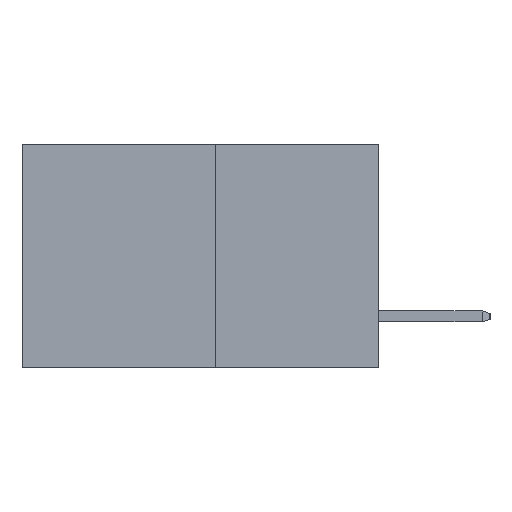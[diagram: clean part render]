
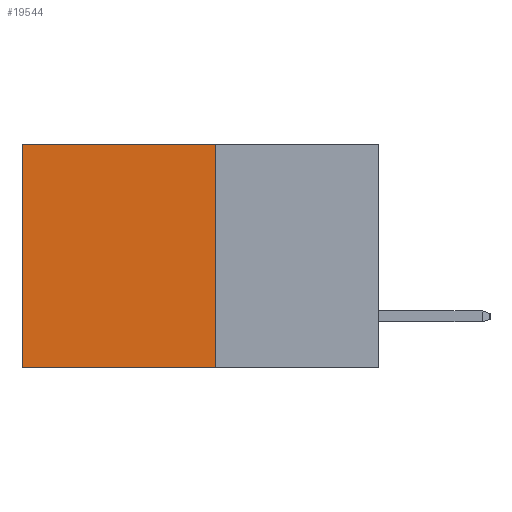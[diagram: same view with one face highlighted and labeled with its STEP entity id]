
A CAD part, left-side view. The second image highlights one B-rep face of the part: STEP entity #19544.
In plain terms, the highlighted planar face has unit normal (-1, 0, 0).
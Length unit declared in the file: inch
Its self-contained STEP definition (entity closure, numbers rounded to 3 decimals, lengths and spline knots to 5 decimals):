
#206 = CARTESIAN_POINT ( 'NONE',  ( 0.277, 0.27, -0.37 ) ) ;
#417 = LINE ( 'NONE', #19882, #4278 ) ;
#706 = PLANE ( 'NONE',  #15833 ) ;
#949 = CARTESIAN_POINT ( 'NONE',  ( 0.277, 0.27, -0.37 ) ) ;
#2478 = VERTEX_POINT ( 'NONE', #8484 ) ;
#2570 = CARTESIAN_POINT ( 'NONE',  ( 0.277, 0.27, 0. ) ) ;
#3122 = ORIENTED_EDGE ( 'NONE', *, *, #7152, .F. ) ;
#4278 = VECTOR ( 'NONE', #16464, 39.37008 ) ;
#4354 = LINE ( 'NONE', #19367, #13644 ) ;
#4360 = DIRECTION ( 'NONE',  ( 0., 1., 0. ) ) ;
#4684 = VECTOR ( 'NONE', #4360, 39.37008 ) ;
#6370 = DIRECTION ( 'NONE',  ( 1., 0., 0. ) ) ;
#6879 = FACE_OUTER_BOUND ( 'NONE', #13961, .T. ) ;
#7152 = EDGE_CURVE ( 'NONE', #9675, #9916, #17661, .T. ) ;
#7674 = EDGE_CURVE ( 'NONE', #15704, #2478, #4354, .T. ) ;
#7696 = CARTESIAN_POINT ( 'NONE',  ( 0.277, 0.27, 0. ) ) ;
#8484 = CARTESIAN_POINT ( 'NONE',  ( 0.277, 0.59, -0.37 ) ) ;
#9218 = CARTESIAN_POINT ( 'NONE',  ( 0.277, 0.59, 0. ) ) ;
#9675 = VERTEX_POINT ( 'NONE', #7696 ) ;
#9774 = EDGE_CURVE ( 'NONE', #9916, #2478, #417, .T. ) ;
#9916 = VERTEX_POINT ( 'NONE', #949 ) ;
#10213 = ORIENTED_EDGE ( 'NONE', *, *, #7674, .T. ) ;
#13139 = VECTOR ( 'NONE', #19698, 39.37008 ) ;
#13296 = CARTESIAN_POINT ( 'NONE',  ( 0.277, 0.27, -0.37 ) ) ;
#13644 = VECTOR ( 'NONE', #17695, 39.37008 ) ;
#13961 = EDGE_LOOP ( 'NONE', ( #10213, #15610, #3122, #20276 ) ) ;
#15180 = EDGE_CURVE ( 'NONE', #9675, #15704, #18530, .T. ) ;
#15610 = ORIENTED_EDGE ( 'NONE', *, *, #9774, .F. ) ;
#15704 = VERTEX_POINT ( 'NONE', #9218 ) ;
#15833 = AXIS2_PLACEMENT_3D ( 'NONE', #13296, #6370, #18466 ) ;
#16464 = DIRECTION ( 'NONE',  ( 0., 1., 0. ) ) ;
#17661 = LINE ( 'NONE', #206, #13139 ) ;
#17695 = DIRECTION ( 'NONE',  ( 0., 0., -1. ) ) ;
#18466 = DIRECTION ( 'NONE',  ( 0., 0., -1. ) ) ;
#18530 = LINE ( 'NONE', #2570, #4684 ) ;
#19367 = CARTESIAN_POINT ( 'NONE',  ( 0.277, 0.59, -0.37 ) ) ;
#19544 = ADVANCED_FACE ( 'NONE', ( #6879 ), #706, .F. ) ;
#19698 = DIRECTION ( 'NONE',  ( 0., 0., -1. ) ) ;
#19882 = CARTESIAN_POINT ( 'NONE',  ( 0.277, 0.27, -0.37 ) ) ;
#20276 = ORIENTED_EDGE ( 'NONE', *, *, #15180, .T. ) ;
